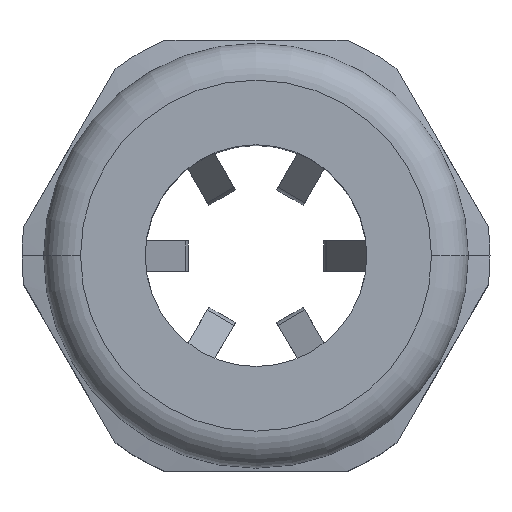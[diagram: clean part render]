
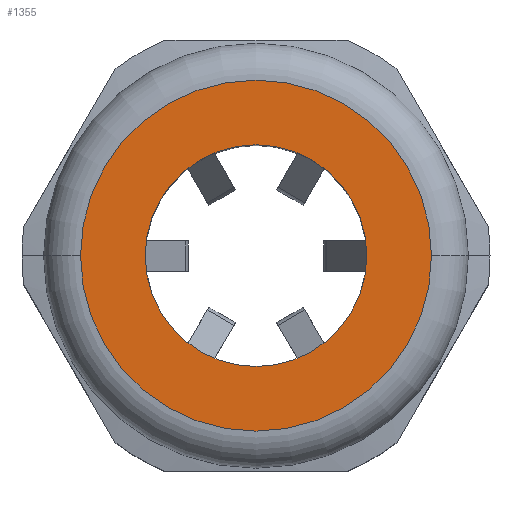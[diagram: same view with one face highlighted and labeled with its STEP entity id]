
A CAD part, top view. The second image highlights one B-rep face of the part: STEP entity #1355.
In plain terms, the highlighted planar face has unit normal (0, 0, 1).
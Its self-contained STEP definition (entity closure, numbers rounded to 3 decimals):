
#124 = AXIS2_PLACEMENT_3D ( 'NONE', #413, #412, #411 ) ;
#136 = AXIS2_PLACEMENT_3D ( 'NONE', #416, #415, #414 ) ;
#411 = DIRECTION ( 'NONE',  ( 1., 0., 0. ) ) ;
#412 = DIRECTION ( 'NONE',  ( 0., 0., 1. ) ) ;
#413 = CARTESIAN_POINT ( 'NONE',  ( 0., 0., 33. ) ) ;
#414 = DIRECTION ( 'NONE',  ( 1., 0., 0. ) ) ;
#415 = DIRECTION ( 'NONE',  ( 0., 0., 1. ) ) ;
#416 = CARTESIAN_POINT ( 'NONE',  ( 0., 0., 33. ) ) ;
#466 = VERTEX_POINT ( 'NONE', #2133 ) ;
#467 = VERTEX_POINT ( 'NONE', #2132 ) ;
#613 = DIRECTION ( 'NONE',  ( 1., 0., 0. ) ) ;
#614 = DIRECTION ( 'NONE',  ( 0., 0., 1. ) ) ;
#615 = CARTESIAN_POINT ( 'NONE',  ( 0., 0., 33. ) ) ;
#616 = PLANE ( 'NONE',  #1410 ) ;
#898 = DIRECTION ( 'NONE',  ( 1., 0., 0. ) ) ;
#899 = DIRECTION ( 'NONE',  ( 0., 0., 1. ) ) ;
#900 = CARTESIAN_POINT ( 'NONE',  ( 0., 0., 33. ) ) ;
#924 = DIRECTION ( 'NONE',  ( 1., 0., 0. ) ) ;
#925 = DIRECTION ( 'NONE',  ( 0., 0., 1. ) ) ;
#929 = CARTESIAN_POINT ( 'NONE',  ( 0., 0., 33. ) ) ;
#1205 = EDGE_CURVE ( 'NONE', #2473, #2472, #1777, .T. ) ;
#1206 = EDGE_CURVE ( 'NONE', #466, #467, #1776, .T. ) ;
#1355 = ADVANCED_FACE ( 'NONE', ( #1417, #1412 ), #616, .T. ) ;
#1410 = AXIS2_PLACEMENT_3D ( 'NONE', #615, #614, #613 ) ;
#1412 = FACE_OUTER_BOUND ( 'NONE', #2225, .T. ) ;
#1417 = FACE_BOUND ( 'NONE', #2224, .T. ) ;
#1505 = AXIS2_PLACEMENT_3D ( 'NONE', #929, #925, #924 ) ;
#1655 = AXIS2_PLACEMENT_3D ( 'NONE', #900, #899, #898 ) ;
#1725 = CIRCLE ( 'NONE', #1655, 14.25 ) ;
#1728 = CIRCLE ( 'NONE', #1505, 9. ) ;
#1776 = CIRCLE ( 'NONE', #124, 14.25 ) ;
#1777 = CIRCLE ( 'NONE', #136, 9. ) ;
#1848 = EDGE_CURVE ( 'NONE', #2472, #2473, #1728, .T. ) ;
#1856 = EDGE_CURVE ( 'NONE', #467, #466, #1725, .T. ) ;
#2132 = CARTESIAN_POINT ( 'NONE',  ( 14.25, 0., 33. ) ) ;
#2133 = CARTESIAN_POINT ( 'NONE',  ( -14.25, 0., 33. ) ) ;
#2224 = EDGE_LOOP ( 'NONE', ( #2600, #2602 ) ) ;
#2225 = EDGE_LOOP ( 'NONE', ( #2599, #2603 ) ) ;
#2472 = VERTEX_POINT ( 'NONE', #2814 ) ;
#2473 = VERTEX_POINT ( 'NONE', #2813 ) ;
#2599 = ORIENTED_EDGE ( 'NONE', *, *, #1856, .T. ) ;
#2600 = ORIENTED_EDGE ( 'NONE', *, *, #1205, .F. ) ;
#2602 = ORIENTED_EDGE ( 'NONE', *, *, #1848, .F. ) ;
#2603 = ORIENTED_EDGE ( 'NONE', *, *, #1206, .T. ) ;
#2813 = CARTESIAN_POINT ( 'NONE',  ( 9., 0., 33. ) ) ;
#2814 = CARTESIAN_POINT ( 'NONE',  ( -9., 0., 33. ) ) ;
